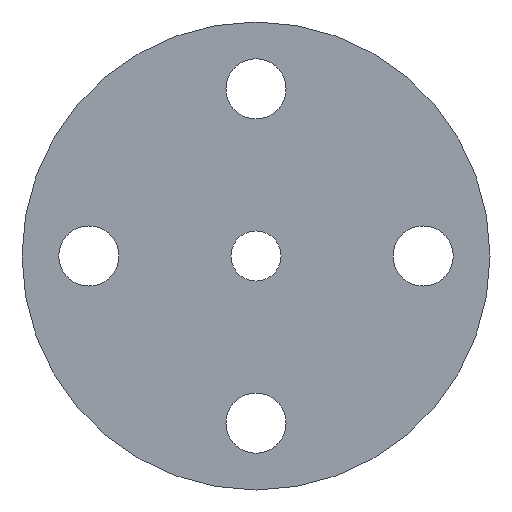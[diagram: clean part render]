
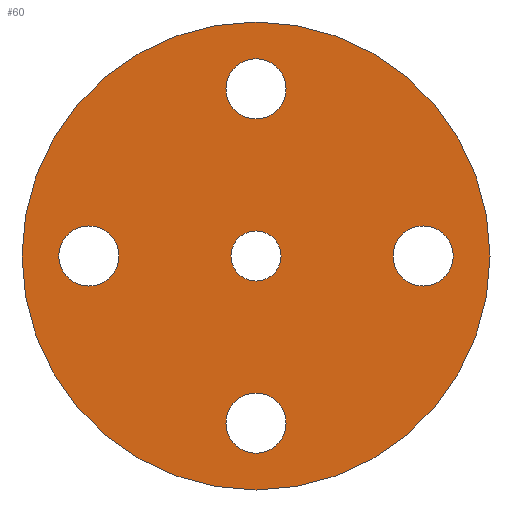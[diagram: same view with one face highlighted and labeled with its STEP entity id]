
A CAD part, front view. The second image highlights one B-rep face of the part: STEP entity #60.
In plain terms, the highlighted planar face has unit normal (0, -1, 0).
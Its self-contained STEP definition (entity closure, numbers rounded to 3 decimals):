
#3 = EDGE_CURVE ( 'NONE', #462, #206, #487, .T. ) ;
#6 = CIRCLE ( 'NONE', #253, 70. ) ;
#21 = EDGE_LOOP ( 'NONE', ( #102, #688 ) ) ;
#22 = EDGE_CURVE ( 'NONE', #37, #355, #386, .T. ) ;
#25 = VERTEX_POINT ( 'NONE', #455 ) ;
#26 = CIRCLE ( 'NONE', #444, 7.5 ) ;
#30 = VERTEX_POINT ( 'NONE', #668 ) ;
#33 = ORIENTED_EDGE ( 'NONE', *, *, #645, .T. ) ;
#37 = VERTEX_POINT ( 'NONE', #350 ) ;
#43 = VERTEX_POINT ( 'NONE', #297 ) ;
#44 = AXIS2_PLACEMENT_3D ( 'NONE', #305, #291, #666 ) ;
#45 = DIRECTION ( 'NONE',  ( 0., 0., -1. ) ) ;
#46 = DIRECTION ( 'NONE',  ( 0., 0., 1. ) ) ;
#49 = DIRECTION ( 'NONE',  ( 0., 0., 1. ) ) ;
#60 = ADVANCED_FACE ( 'NONE', ( #354, #311, #529, #698, #370, #208 ), #214, .F. ) ;
#74 = CARTESIAN_POINT ( 'NONE',  ( 0., 0., 59. ) ) ;
#82 = CARTESIAN_POINT ( 'NONE',  ( -50., 0., 0. ) ) ;
#87 = VERTEX_POINT ( 'NONE', #641 ) ;
#89 = ORIENTED_EDGE ( 'NONE', *, *, #343, .T. ) ;
#90 = AXIS2_PLACEMENT_3D ( 'NONE', #599, #396, #660 ) ;
#99 = CARTESIAN_POINT ( 'NONE',  ( 0., 0., 70. ) ) ;
#102 = ORIENTED_EDGE ( 'NONE', *, *, #618, .F. ) ;
#120 = AXIS2_PLACEMENT_3D ( 'NONE', #82, #458, #196 ) ;
#131 = DIRECTION ( 'NONE',  ( 0., 1., 0. ) ) ;
#137 = DIRECTION ( 'NONE',  ( 0., 0., -1. ) ) ;
#146 = CARTESIAN_POINT ( 'NONE',  ( 0., 0., 0. ) ) ;
#148 = DIRECTION ( 'NONE',  ( 0., 1., 0. ) ) ;
#155 = EDGE_LOOP ( 'NONE', ( #211, #202 ) ) ;
#161 = CIRCLE ( 'NONE', #556, 9. ) ;
#180 = CARTESIAN_POINT ( 'NONE',  ( 0., 0., -50. ) ) ;
#196 = DIRECTION ( 'NONE',  ( 0., 0., 1. ) ) ;
#199 = CARTESIAN_POINT ( 'NONE',  ( 0., 0., 0. ) ) ;
#202 = ORIENTED_EDGE ( 'NONE', *, *, #397, .T. ) ;
#204 = DIRECTION ( 'NONE',  ( 0., 0., -1. ) ) ;
#206 = VERTEX_POINT ( 'NONE', #496 ) ;
#207 = DIRECTION ( 'NONE',  ( 0., -1., 0. ) ) ;
#208 = FACE_OUTER_BOUND ( 'NONE', #431, .T. ) ;
#211 = ORIENTED_EDGE ( 'NONE', *, *, #631, .T. ) ;
#214 = PLANE ( 'NONE',  #322 ) ;
#228 = CARTESIAN_POINT ( 'NONE',  ( 50., 0., 9. ) ) ;
#244 = ORIENTED_EDGE ( 'NONE', *, *, #22, .T. ) ;
#251 = EDGE_CURVE ( 'NONE', #43, #693, #395, .T. ) ;
#253 = AXIS2_PLACEMENT_3D ( 'NONE', #199, #298, #204 ) ;
#270 = CIRCLE ( 'NONE', #412, 9. ) ;
#276 = ORIENTED_EDGE ( 'NONE', *, *, #417, .T. ) ;
#280 = ORIENTED_EDGE ( 'NONE', *, *, #251, .T. ) ;
#289 = ORIENTED_EDGE ( 'NONE', *, *, #3, .T. ) ;
#291 = DIRECTION ( 'NONE',  ( 0., 1., 0. ) ) ;
#295 = DIRECTION ( 'NONE',  ( 0., 0., 1. ) ) ;
#297 = CARTESIAN_POINT ( 'NONE',  ( 0., 0., -70. ) ) ;
#298 = DIRECTION ( 'NONE',  ( 0., -1., 0. ) ) ;
#301 = ORIENTED_EDGE ( 'NONE', *, *, #598, .T. ) ;
#305 = CARTESIAN_POINT ( 'NONE',  ( 50., 0., 0. ) ) ;
#306 = CARTESIAN_POINT ( 'NONE',  ( 0., 0., -50. ) ) ;
#311 = FACE_BOUND ( 'NONE', #560, .T. ) ;
#313 = CARTESIAN_POINT ( 'NONE',  ( -50., 0., 0. ) ) ;
#317 = DIRECTION ( 'NONE',  ( 0., 1., 0. ) ) ;
#320 = AXIS2_PLACEMENT_3D ( 'NONE', #313, #469, #622 ) ;
#322 = AXIS2_PLACEMENT_3D ( 'NONE', #530, #148, #46 ) ;
#330 = CIRCLE ( 'NONE', #697, 7.5 ) ;
#339 = CARTESIAN_POINT ( 'NONE',  ( 0., 0., 50. ) ) ;
#342 = CARTESIAN_POINT ( 'NONE',  ( -50., 0., -9. ) ) ;
#343 = EDGE_CURVE ( 'NONE', #459, #30, #270, .T. ) ;
#344 = DIRECTION ( 'NONE',  ( 0., 0., 1. ) ) ;
#350 = CARTESIAN_POINT ( 'NONE',  ( 50., 0., -9. ) ) ;
#354 = FACE_BOUND ( 'NONE', #559, .T. ) ;
#355 = VERTEX_POINT ( 'NONE', #228 ) ;
#365 = CARTESIAN_POINT ( 'NONE',  ( 0., 0., -41. ) ) ;
#370 = FACE_BOUND ( 'NONE', #21, .T. ) ;
#386 = CIRCLE ( 'NONE', #44, 9. ) ;
#395 = CIRCLE ( 'NONE', #90, 70. ) ;
#396 = DIRECTION ( 'NONE',  ( 0., -1., 0. ) ) ;
#397 = EDGE_CURVE ( 'NONE', #25, #646, #601, .T. ) ;
#401 = CIRCLE ( 'NONE', #669, 9. ) ;
#412 = AXIS2_PLACEMENT_3D ( 'NONE', #339, #619, #295 ) ;
#413 = EDGE_LOOP ( 'NONE', ( #301, #244 ) ) ;
#417 = EDGE_CURVE ( 'NONE', #30, #459, #637, .T. ) ;
#418 = CARTESIAN_POINT ( 'NONE',  ( 0., 0., -7.5 ) ) ;
#420 = CARTESIAN_POINT ( 'NONE',  ( 50., 0., 0. ) ) ;
#431 = EDGE_LOOP ( 'NONE', ( #280, #33 ) ) ;
#444 = AXIS2_PLACEMENT_3D ( 'NONE', #682, #691, #45 ) ;
#455 = CARTESIAN_POINT ( 'NONE',  ( 0., 0., -59. ) ) ;
#458 = DIRECTION ( 'NONE',  ( 0., 1., 0. ) ) ;
#459 = VERTEX_POINT ( 'NONE', #74 ) ;
#462 = VERTEX_POINT ( 'NONE', #342 ) ;
#469 = DIRECTION ( 'NONE',  ( 0., 1., 0. ) ) ;
#478 = DIRECTION ( 'NONE',  ( 0., 1., 0. ) ) ;
#487 = CIRCLE ( 'NONE', #120, 9. ) ;
#496 = CARTESIAN_POINT ( 'NONE',  ( -50., 0., 9. ) ) ;
#507 = CIRCLE ( 'NONE', #320, 9. ) ;
#527 = DIRECTION ( 'NONE',  ( 0., 0., 1. ) ) ;
#529 = FACE_BOUND ( 'NONE', #413, .T. ) ;
#530 = CARTESIAN_POINT ( 'NONE',  ( -7.5, 0., 0. ) ) ;
#535 = AXIS2_PLACEMENT_3D ( 'NONE', #180, #131, #344 ) ;
#556 = AXIS2_PLACEMENT_3D ( 'NONE', #306, #577, #527 ) ;
#559 = EDGE_LOOP ( 'NONE', ( #626, #289 ) ) ;
#560 = EDGE_LOOP ( 'NONE', ( #89, #276 ) ) ;
#568 = EDGE_CURVE ( 'NONE', #87, #653, #330, .T. ) ;
#573 = EDGE_CURVE ( 'NONE', #206, #462, #507, .T. ) ;
#577 = DIRECTION ( 'NONE',  ( 0., 1., 0. ) ) ;
#588 = AXIS2_PLACEMENT_3D ( 'NONE', #602, #317, #702 ) ;
#598 = EDGE_CURVE ( 'NONE', #355, #37, #401, .T. ) ;
#599 = CARTESIAN_POINT ( 'NONE',  ( 0., 0., 0. ) ) ;
#601 = CIRCLE ( 'NONE', #535, 9. ) ;
#602 = CARTESIAN_POINT ( 'NONE',  ( 0., 0., 50. ) ) ;
#618 = EDGE_CURVE ( 'NONE', #653, #87, #26, .T. ) ;
#619 = DIRECTION ( 'NONE',  ( 0., 1., 0. ) ) ;
#622 = DIRECTION ( 'NONE',  ( 0., 0., 1. ) ) ;
#626 = ORIENTED_EDGE ( 'NONE', *, *, #573, .T. ) ;
#631 = EDGE_CURVE ( 'NONE', #646, #25, #161, .T. ) ;
#637 = CIRCLE ( 'NONE', #588, 9. ) ;
#641 = CARTESIAN_POINT ( 'NONE',  ( 0., 0., 7.5 ) ) ;
#645 = EDGE_CURVE ( 'NONE', #693, #43, #6, .T. ) ;
#646 = VERTEX_POINT ( 'NONE', #365 ) ;
#653 = VERTEX_POINT ( 'NONE', #418 ) ;
#660 = DIRECTION ( 'NONE',  ( 0., 0., -1. ) ) ;
#666 = DIRECTION ( 'NONE',  ( 0., 0., 1. ) ) ;
#668 = CARTESIAN_POINT ( 'NONE',  ( 0., 0., 41. ) ) ;
#669 = AXIS2_PLACEMENT_3D ( 'NONE', #420, #478, #49 ) ;
#682 = CARTESIAN_POINT ( 'NONE',  ( 0., 0., 0. ) ) ;
#688 = ORIENTED_EDGE ( 'NONE', *, *, #568, .F. ) ;
#691 = DIRECTION ( 'NONE',  ( 0., -1., 0. ) ) ;
#693 = VERTEX_POINT ( 'NONE', #99 ) ;
#697 = AXIS2_PLACEMENT_3D ( 'NONE', #146, #207, #137 ) ;
#698 = FACE_BOUND ( 'NONE', #155, .T. ) ;
#702 = DIRECTION ( 'NONE',  ( 0., 0., 1. ) ) ;
